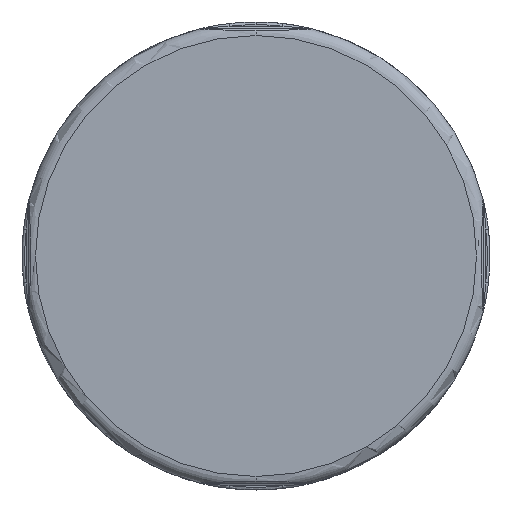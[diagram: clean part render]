
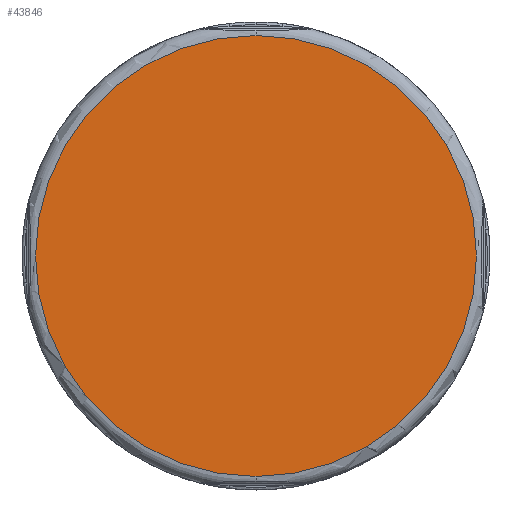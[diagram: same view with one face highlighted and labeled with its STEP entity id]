
A CAD part, front view. The second image highlights one B-rep face of the part: STEP entity #43846.
In plain terms, the highlighted planar face has unit normal (0, -1, 0).
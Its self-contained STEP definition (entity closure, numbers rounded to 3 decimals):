
#1501 = DIRECTION ( 'NONE',  ( 0., -1., 0. ) ) ;
#1515 = ORIENTED_EDGE ( 'NONE', *, *, #12614, .T. ) ;
#2172 = AXIS2_PLACEMENT_3D ( 'NONE', #13705, #42945, #10092 ) ;
#4873 = DIRECTION ( 'NONE',  ( 0., 0., 1. ) ) ;
#7374 = CARTESIAN_POINT ( 'NONE',  ( 0., 0., 245. ) ) ;
#8441 = DIRECTION ( 'NONE',  ( 0., -1., 0. ) ) ;
#8879 = AXIS2_PLACEMENT_3D ( 'NONE', #41525, #8441, #45115 ) ;
#9680 = CIRCLE ( 'NONE', #21955, 245. ) ;
#10092 = DIRECTION ( 'NONE',  ( 0., 0., 1. ) ) ;
#12614 = EDGE_CURVE ( 'NONE', #36917, #33395, #29552, .T. ) ;
#13705 = CARTESIAN_POINT ( 'NONE',  ( 0., 0., 0. ) ) ;
#20304 = ORIENTED_EDGE ( 'NONE', *, *, #28527, .T. ) ;
#21261 = EDGE_LOOP ( 'NONE', ( #1515, #20304 ) ) ;
#21610 = PLANE ( 'NONE',  #2172 ) ;
#21955 = AXIS2_PLACEMENT_3D ( 'NONE', #42241, #1501, #4873 ) ;
#28527 = EDGE_CURVE ( 'NONE', #33395, #36917, #9680, .T. ) ;
#29552 = CIRCLE ( 'NONE', #8879, 245. ) ;
#33395 = VERTEX_POINT ( 'NONE', #38952 ) ;
#36917 = VERTEX_POINT ( 'NONE', #7374 ) ;
#38952 = CARTESIAN_POINT ( 'NONE',  ( 0., 0., -245. ) ) ;
#41525 = CARTESIAN_POINT ( 'NONE',  ( 0., 0., 0. ) ) ;
#42241 = CARTESIAN_POINT ( 'NONE',  ( 0., 0., 0. ) ) ;
#42945 = DIRECTION ( 'NONE',  ( 0., 1., 0. ) ) ;
#43846 = ADVANCED_FACE ( 'NONE', ( #46540 ), #21610, .F. ) ;
#45115 = DIRECTION ( 'NONE',  ( 0., 0., 1. ) ) ;
#46540 = FACE_OUTER_BOUND ( 'NONE', #21261, .T. ) ;
